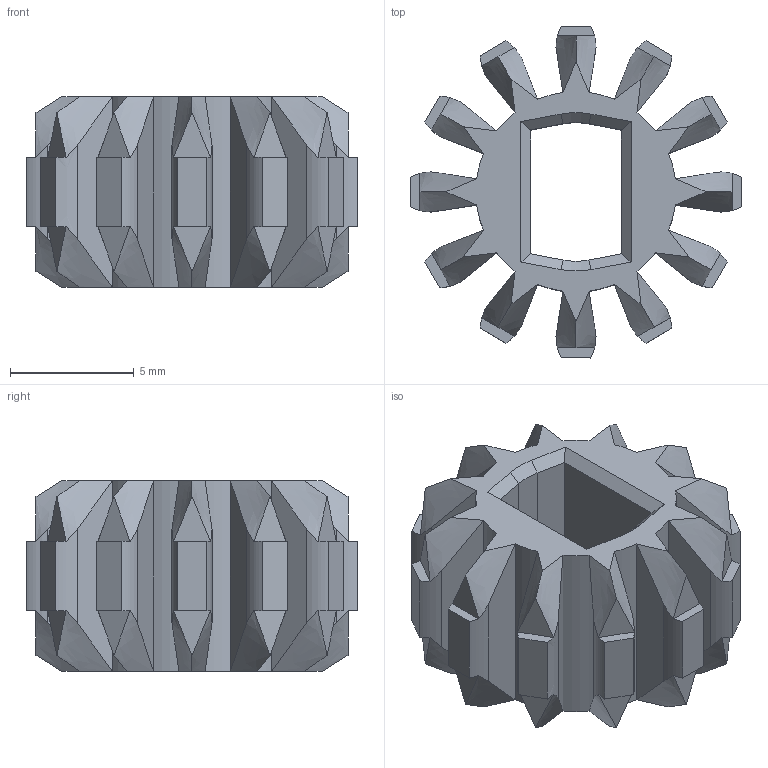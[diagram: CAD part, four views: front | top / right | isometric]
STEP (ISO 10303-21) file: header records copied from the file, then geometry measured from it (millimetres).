
FILE_DESCRIPTION(/* description */ (''),/* implementation_level */ '2;1');
FILE_NAME(/* name */ '32270_TT_motor.step',/* time_stamp */ '2025-10-12T23:06:59+02:00',/* author */ (''),/* organization */ (''),/* preprocessor_version */ 'ST-DEVELOPER v20.1',/* originating_system */ 'Autodesk Translation Framework v14.17.0.0',/* authorisation */ '');
FILE_SCHEMA (('AUTOMOTIVE_DESIGN { 1 0 10303 214 3 1 1 }'));
Products named in the file (1): Tandwiel
Bounding box: 13.4 x 13.4 x 7.7 mm (x, y, z)
Volume: 499 mm3; surface area: 849.9 mm2
Topology: 1 solids, 1 shells, 194 faces, 464 edges, 272 vertices
Faces by surface type: plane 104, bspline 48, cylinder 37, cone 5
Entity records: 69025 total; most frequent: CARTESIAN_POINT 65075, ORIENTED_EDGE 928, DIRECTION 618, EDGE_CURVE 464, VERTEX_POINT 272, AXIS2_PLACEMENT_3D 227, B_SPLINE_CURVE_WITH_KNOTS 216, EDGE_LOOP 196
